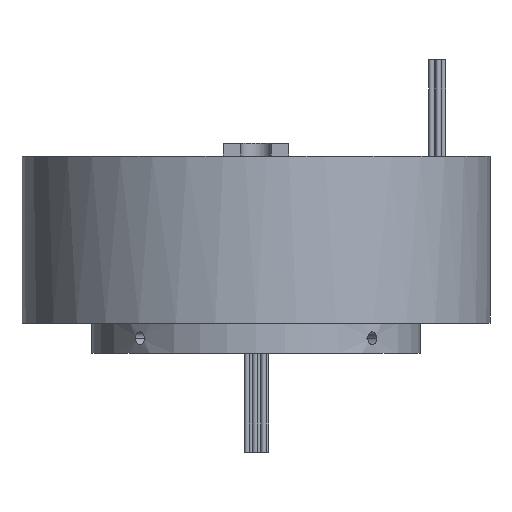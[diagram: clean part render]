
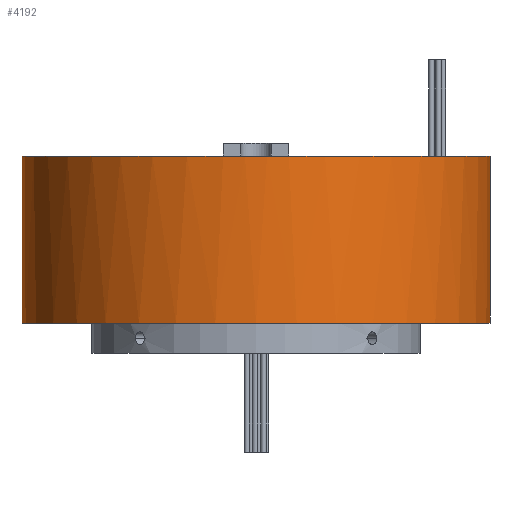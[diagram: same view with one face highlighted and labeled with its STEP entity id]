
A CAD part, front view. The second image highlights one B-rep face of the part: STEP entity #4192.
In plain terms, the highlighted cylindrical face has radius 92.5 mm (diameter 185 mm), a partial arc.
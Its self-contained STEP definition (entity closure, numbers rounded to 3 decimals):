
#177 = VECTOR ( 'NONE', #2115, 1000. ) ;
#224 = DIRECTION ( 'NONE',  ( -1., 0., 0. ) ) ;
#459 = CIRCLE ( 'NONE', #3969, 92.5 ) ;
#538 = CARTESIAN_POINT ( 'NONE',  ( 0., 0., 12. ) ) ;
#751 = VERTEX_POINT ( 'NONE', #3439 ) ;
#892 = DIRECTION ( 'NONE',  ( 1., 0., 0. ) ) ;
#897 = CIRCLE ( 'NONE', #1829, 92.5 ) ;
#981 = VERTEX_POINT ( 'NONE', #4148 ) ;
#987 = CARTESIAN_POINT ( 'NONE',  ( -92.5, 0., 78. ) ) ;
#1050 = ORIENTED_EDGE ( 'NONE', *, *, #1177, .F. ) ;
#1152 = VERTEX_POINT ( 'NONE', #1285 ) ;
#1157 = VECTOR ( 'NONE', #2021, 1000. ) ;
#1177 = EDGE_CURVE ( 'NONE', #981, #2399, #897, .T. ) ;
#1211 = FACE_OUTER_BOUND ( 'NONE', #3928, .T. ) ;
#1224 = AXIS2_PLACEMENT_3D ( 'NONE', #538, #2978, #892 ) ;
#1285 = CARTESIAN_POINT ( 'NONE',  ( 92.5, 0., 12. ) ) ;
#1395 = ORIENTED_EDGE ( 'NONE', *, *, #3592, .T. ) ;
#1467 = EDGE_CURVE ( 'NONE', #751, #4487, #2256, .T. ) ;
#1550 = CARTESIAN_POINT ( 'NONE',  ( 0., 0., 78. ) ) ;
#1617 = CARTESIAN_POINT ( 'NONE',  ( -92.5, 0., 12. ) ) ;
#1640 = CARTESIAN_POINT ( 'NONE',  ( 0., 0., 78. ) ) ;
#1678 = ORIENTED_EDGE ( 'NONE', *, *, #1467, .F. ) ;
#1709 = CARTESIAN_POINT ( 'NONE',  ( 0., 0., 78. ) ) ;
#1713 = EDGE_CURVE ( 'NONE', #2399, #751, #459, .T. ) ;
#1827 = CARTESIAN_POINT ( 'NONE',  ( -13., -91.582, 78. ) ) ;
#1829 = AXIS2_PLACEMENT_3D ( 'NONE', #1640, #4059, #1993 ) ;
#1891 = DIRECTION ( 'NONE',  ( 1., 0., 0. ) ) ;
#1993 = DIRECTION ( 'NONE',  ( 1., 0., 0. ) ) ;
#2021 = DIRECTION ( 'NONE',  ( 0., 0., -1. ) ) ;
#2022 = LINE ( 'NONE', #3497, #177 ) ;
#2026 = EDGE_CURVE ( 'NONE', #4487, #1152, #2022, .T. ) ;
#2055 = DIRECTION ( 'NONE',  ( 1., 0., 0. ) ) ;
#2067 = CIRCLE ( 'NONE', #1224, 92.5 ) ;
#2115 = DIRECTION ( 'NONE',  ( 0., 0., -1. ) ) ;
#2256 = CIRCLE ( 'NONE', #3599, 92.5 ) ;
#2315 = DIRECTION ( 'NONE',  ( 0., 0., -1. ) ) ;
#2399 = VERTEX_POINT ( 'NONE', #1827 ) ;
#2427 = AXIS2_PLACEMENT_3D ( 'NONE', #4371, #2315, #224 ) ;
#2668 = ORIENTED_EDGE ( 'NONE', *, *, #2745, .T. ) ;
#2745 = EDGE_CURVE ( 'NONE', #3822, #1152, #2067, .T. ) ;
#2978 = DIRECTION ( 'NONE',  ( 0., 0., 1. ) ) ;
#3439 = CARTESIAN_POINT ( 'NONE',  ( 13., -91.582, 78. ) ) ;
#3497 = CARTESIAN_POINT ( 'NONE',  ( 92.5, 0., 78. ) ) ;
#3578 = ORIENTED_EDGE ( 'NONE', *, *, #1713, .F. ) ;
#3592 = EDGE_CURVE ( 'NONE', #981, #3822, #3916, .T. ) ;
#3599 = AXIS2_PLACEMENT_3D ( 'NONE', #1550, #3962, #1891 ) ;
#3822 = VERTEX_POINT ( 'NONE', #1617 ) ;
#3865 = CYLINDRICAL_SURFACE ( 'NONE', #2427, 92.5 ) ;
#3892 = CARTESIAN_POINT ( 'NONE',  ( 92.5, 0., 78. ) ) ;
#3916 = LINE ( 'NONE', #987, #1157 ) ;
#3928 = EDGE_LOOP ( 'NONE', ( #4417, #1678, #3578, #1050, #1395, #2668 ) ) ;
#3962 = DIRECTION ( 'NONE',  ( 0., 0., 1. ) ) ;
#3969 = AXIS2_PLACEMENT_3D ( 'NONE', #1709, #4128, #2055 ) ;
#4059 = DIRECTION ( 'NONE',  ( 0., 0., 1. ) ) ;
#4128 = DIRECTION ( 'NONE',  ( 0., 0., 1. ) ) ;
#4148 = CARTESIAN_POINT ( 'NONE',  ( -92.5, 0., 78. ) ) ;
#4192 = ADVANCED_FACE ( 'NONE', ( #1211 ), #3865, .T. ) ;
#4371 = CARTESIAN_POINT ( 'NONE',  ( 0., 0., 78. ) ) ;
#4417 = ORIENTED_EDGE ( 'NONE', *, *, #2026, .F. ) ;
#4487 = VERTEX_POINT ( 'NONE', #3892 ) ;
